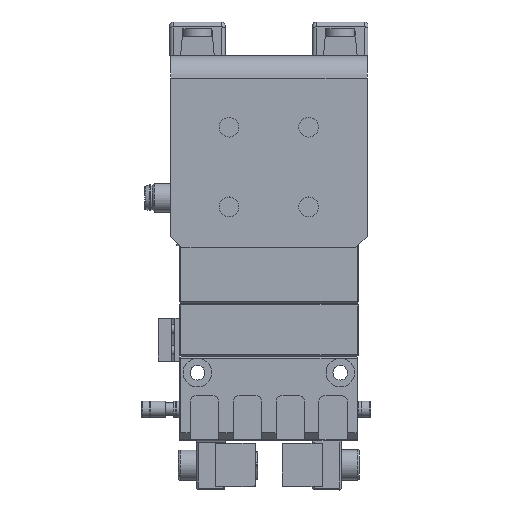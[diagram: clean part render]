
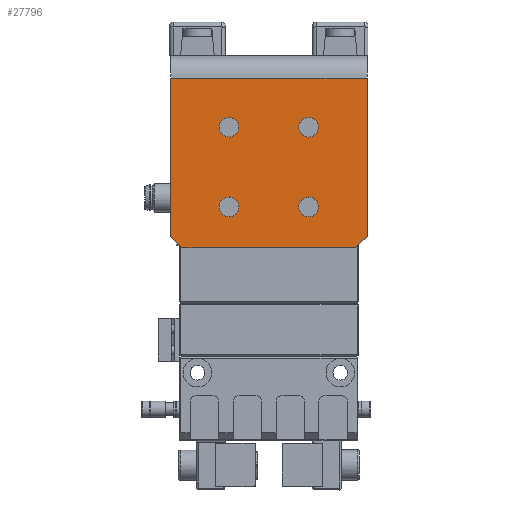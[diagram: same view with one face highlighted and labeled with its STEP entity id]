
A CAD part, top view. The second image highlights one B-rep face of the part: STEP entity #27796.
In plain terms, the highlighted face is planar.
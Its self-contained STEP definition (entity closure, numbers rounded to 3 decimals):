
#436=CIRCLE('',#38934,2.75);
#437=CIRCLE('',#38935,2.75);
#438=CIRCLE('',#38936,2.75);
#439=CIRCLE('',#38937,2.75);
#805=ORIENTED_EDGE('',*,*,#8913,.F.);
#806=ORIENTED_EDGE('',*,*,#8914,.F.);
#807=ORIENTED_EDGE('',*,*,#8915,.F.);
#808=ORIENTED_EDGE('',*,*,#8916,.F.);
#809=ORIENTED_EDGE('',*,*,#8899,.F.);
#810=ORIENTED_EDGE('',*,*,#8917,.T.);
#811=ORIENTED_EDGE('',*,*,#8918,.F.);
#812=ORIENTED_EDGE('',*,*,#8919,.T.);
#813=ORIENTED_EDGE('',*,*,#8905,.F.);
#814=ORIENTED_EDGE('',*,*,#8920,.T.);
#8899=EDGE_CURVE('',#12953,#12954,#15711,.T.);
#8905=EDGE_CURVE('',#12959,#12960,#15715,.T.);
#8913=EDGE_CURVE('',#12967,#12967,#436,.T.);
#8914=EDGE_CURVE('',#12968,#12968,#437,.T.);
#8915=EDGE_CURVE('',#12969,#12969,#438,.T.);
#8916=EDGE_CURVE('',#12970,#12970,#439,.T.);
#8917=EDGE_CURVE('',#12953,#12971,#15721,.F.);
#8918=EDGE_CURVE('',#12972,#12971,#15722,.T.);
#8919=EDGE_CURVE('',#12972,#12960,#15723,.F.);
#8920=EDGE_CURVE('',#12959,#12954,#15724,.T.);
#12953=VERTEX_POINT('',#48343);
#12954=VERTEX_POINT('',#48345);
#12959=VERTEX_POINT('',#48357);
#12960=VERTEX_POINT('',#48358);
#12967=VERTEX_POINT('',#48374);
#12968=VERTEX_POINT('',#48376);
#12969=VERTEX_POINT('',#48378);
#12970=VERTEX_POINT('',#48380);
#12971=VERTEX_POINT('',#48382);
#12972=VERTEX_POINT('',#48384);
#15711=LINE('',#48344,#19374);
#15715=LINE('',#48356,#19378);
#15721=LINE('',#48381,#19384);
#15722=LINE('',#48383,#19385);
#15723=LINE('',#48385,#19386);
#15724=LINE('',#48386,#19387);
#19374=VECTOR('',#40848,1000.);
#19378=VECTOR('',#40858,1000.);
#19384=VECTOR('',#40878,1000.);
#19385=VECTOR('',#40879,1000.);
#19386=VECTOR('',#40880,1000.);
#19387=VECTOR('',#40881,1000.);
#23037=EDGE_LOOP('',(#805));
#23038=EDGE_LOOP('',(#806));
#23039=EDGE_LOOP('',(#807));
#23040=EDGE_LOOP('',(#808));
#23041=EDGE_LOOP('',(#809,#810,#811,#812,#813,#814));
#24763=FACE_BOUND('',#23037,.T.);
#24764=FACE_BOUND('',#23038,.T.);
#24765=FACE_BOUND('',#23039,.T.);
#24766=FACE_BOUND('',#23040,.T.);
#24767=FACE_BOUND('',#23041,.T.);
#26503=PLANE('',#38933);
#27796=ADVANCED_FACE('',(#24763,#24764,#24765,#24766,#24767),#26503,.F.);
#38933=AXIS2_PLACEMENT_3D('',#48372,#40868,#40869);
#38934=AXIS2_PLACEMENT_3D('',#48373,#40870,#40871);
#38935=AXIS2_PLACEMENT_3D('',#48375,#40872,#40873);
#38936=AXIS2_PLACEMENT_3D('',#48377,#40874,#40875);
#38937=AXIS2_PLACEMENT_3D('',#48379,#40876,#40877);
#40848=DIRECTION('',(1.,0.,0.));
#40858=DIRECTION('',(-1.,0.,0.));
#40868=DIRECTION('',(0.,0.,1.));
#40869=DIRECTION('',(1.,0.,0.));
#40870=DIRECTION('',(0.,0.,-1.));
#40871=DIRECTION('',(1.,0.,0.));
#40872=DIRECTION('',(0.,0.,-1.));
#40873=DIRECTION('',(1.,0.,0.));
#40874=DIRECTION('',(0.,0.,-1.));
#40875=DIRECTION('',(1.,0.,0.));
#40876=DIRECTION('',(0.,0.,-1.));
#40877=DIRECTION('',(1.,0.,0.));
#40878=DIRECTION('',(0.707,-0.707,0.));
#40879=DIRECTION('',(0.,-1.,0.));
#40880=DIRECTION('',(-0.707,-0.707,0.));
#40881=DIRECTION('',(0.,-1.,0.));
#48343=CARTESIAN_POINT('',(-23.711,-27.5,0.));
#48344=CARTESIAN_POINT('',(-26.886,-27.5,0.));
#48345=CARTESIAN_POINT('',(20.536,-27.5,0.));
#48356=CARTESIAN_POINT('',(26.886,27.5,0.));
#48357=CARTESIAN_POINT('',(20.536,27.5,0.));
#48358=CARTESIAN_POINT('',(-23.711,27.5,0.));
#48372=CARTESIAN_POINT('',(0.,0.,0.));
#48373=CARTESIAN_POINT('',(-15.477,-11.137,0.));
#48374=CARTESIAN_POINT('',(-12.727,-11.137,0.));
#48375=CARTESIAN_POINT('',(-15.477,11.137,0.));
#48376=CARTESIAN_POINT('',(-12.727,11.137,0.));
#48377=CARTESIAN_POINT('',(6.797,11.137,0.));
#48378=CARTESIAN_POINT('',(9.547,11.137,0.));
#48379=CARTESIAN_POINT('',(6.797,-11.137,0.));
#48380=CARTESIAN_POINT('',(9.547,-11.137,0.));
#48381=CARTESIAN_POINT('',(-23.711,-27.5,0.));
#48382=CARTESIAN_POINT('',(-26.886,-24.325,0.));
#48383=CARTESIAN_POINT('',(-26.886,27.5,0.));
#48384=CARTESIAN_POINT('',(-26.886,24.325,0.));
#48385=CARTESIAN_POINT('',(-26.886,24.325,0.));
#48386=CARTESIAN_POINT('',(20.536,27.5,0.));
